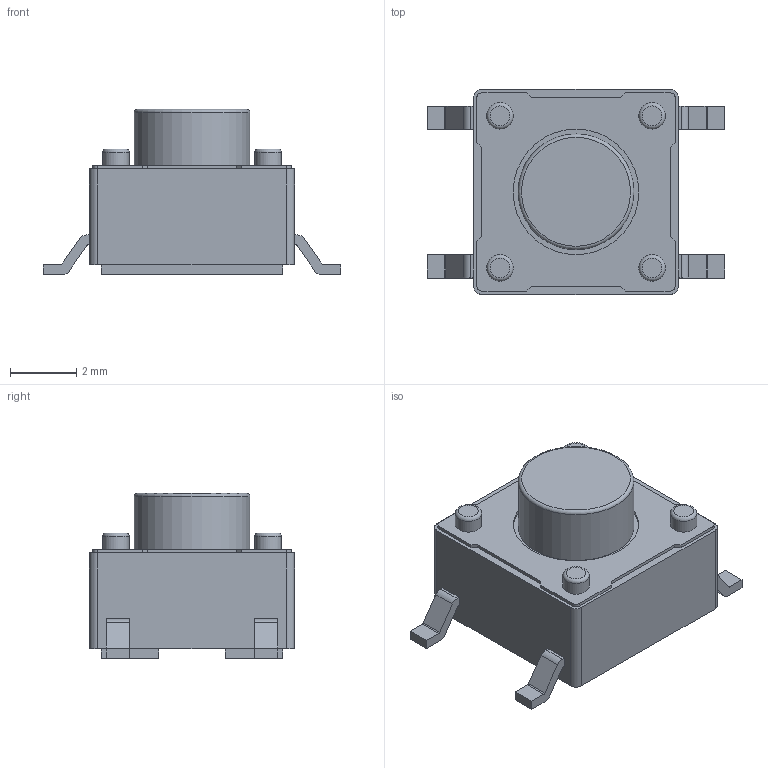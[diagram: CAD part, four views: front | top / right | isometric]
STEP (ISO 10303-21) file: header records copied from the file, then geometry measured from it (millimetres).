
FILE_DESCRIPTION(/* description */ ('Unknown'),/* implementation_level */ '2;1');
FILE_NAME(/* name */ '222AMVBAR',/* time_stamp */ '2024-09-05T13:24:46+02:00',/* author */ ('Unknown'),/* organization */ ('Unknown'),/* preprocessor_version */ 'ST-DEVELOPER v19.4',/* originating_system */ 'Solid Edge',/* authorisation */ 'Unknown');
FILE_SCHEMA (('AUTOMOTIVE_DESIGN {1 0 10303 214 3 1 1}'));
Length unit declared in the file: millimetre
Products named in the file (1): 222AMVBAR
Bounding box: 9 x 6.2 x 5 mm (x, y, z)
Volume: 139.2 mm3; surface area: 198.4 mm2
Topology: 1 solids, 1 shells, 122 faces, 319 edges, 212 vertices
Faces by surface type: plane 87, cylinder 30, torus 5
Full cylindrical faces by diameter (mm): 0.8 x4, 3.5 x1, 3.8 x1
Entity records: 4528 total; most frequent: CARTESIAN_POINT 637, DIRECTION 616, ORIENTED_EDGE 610, EDGE_CURVE 305, LINE 240, VECTOR 240, VERTEX_POINT 209, AXIS2_PLACEMENT_3D 188
